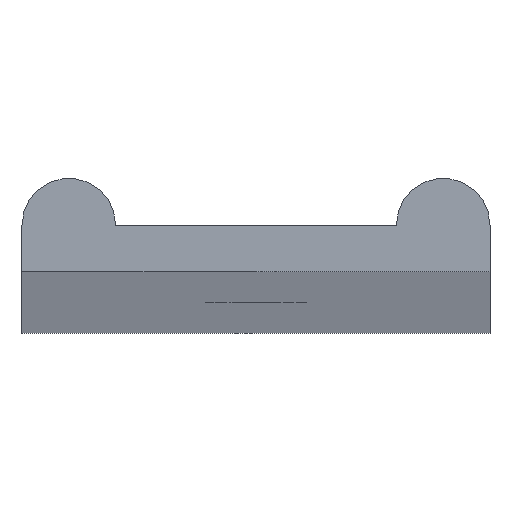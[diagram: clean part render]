
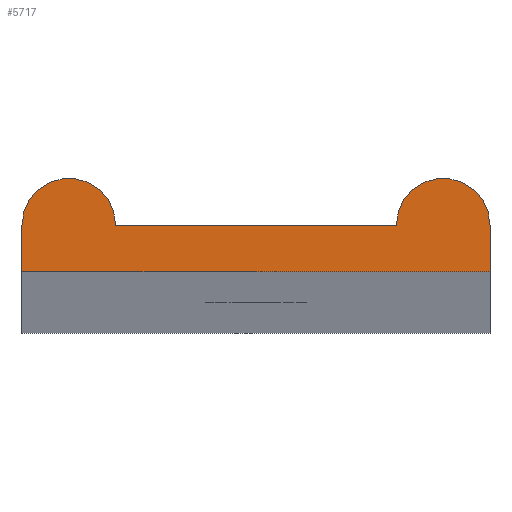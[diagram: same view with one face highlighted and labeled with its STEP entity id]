
A CAD part, top view. The second image highlights one B-rep face of the part: STEP entity #5717.
In plain terms, the highlighted planar face has unit normal (0, 0, 1).
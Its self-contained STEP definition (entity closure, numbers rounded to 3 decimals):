
#78 = VECTOR ( 'NONE', #2646, 1000. ) ;
#101 = EDGE_LOOP ( 'NONE', ( #9941, #3576, #712, #2611, #3221, #5275 ) ) ;
#334 = PLANE ( 'NONE',  #10533 ) ;
#418 = DIRECTION ( 'NONE',  ( 0., 1., 0. ) ) ;
#457 = EDGE_CURVE ( 'NONE', #2195, #7748, #7826, .T. ) ;
#469 = DIRECTION ( 'NONE',  ( 0., 0., 1. ) ) ;
#712 = ORIENTED_EDGE ( 'NONE', *, *, #2459, .T. ) ;
#1184 = DIRECTION ( 'NONE',  ( -1., 0., 0. ) ) ;
#1938 = VECTOR ( 'NONE', #4017, 1000. ) ;
#2195 = VERTEX_POINT ( 'NONE', #10911 ) ;
#2338 = FACE_OUTER_BOUND ( 'NONE', #101, .T. ) ;
#2459 = EDGE_CURVE ( 'NONE', #8704, #9671, #6791, .T. ) ;
#2605 = CARTESIAN_POINT ( 'NONE',  ( -20., 4., 1500. ) ) ;
#2611 = ORIENTED_EDGE ( 'NONE', *, *, #4488, .T. ) ;
#2646 = DIRECTION ( 'NONE',  ( 0., -1., 0. ) ) ;
#2905 = AXIS2_PLACEMENT_3D ( 'NONE', #4796, #6482, #1184 ) ;
#2985 = CARTESIAN_POINT ( 'NONE',  ( -16., 4., 1500. ) ) ;
#3111 = CARTESIAN_POINT ( 'NONE',  ( 12., 4., 1500. ) ) ;
#3221 = ORIENTED_EDGE ( 'NONE', *, *, #457, .T. ) ;
#3576 = ORIENTED_EDGE ( 'NONE', *, *, #8292, .T. ) ;
#3893 = CARTESIAN_POINT ( 'NONE',  ( 20., 4., 1500. ) ) ;
#3948 = CARTESIAN_POINT ( 'NONE',  ( 20., 0., 1500. ) ) ;
#4017 = DIRECTION ( 'NONE',  ( -1., 0., 0. ) ) ;
#4488 = EDGE_CURVE ( 'NONE', #9671, #2195, #9075, .T. ) ;
#4764 = DIRECTION ( 'NONE',  ( 0., 0., -1. ) ) ;
#4777 = VERTEX_POINT ( 'NONE', #10033 ) ;
#4796 = CARTESIAN_POINT ( 'NONE',  ( -16., 4., 1500. ) ) ;
#5275 = ORIENTED_EDGE ( 'NONE', *, *, #9978, .T. ) ;
#5491 = VERTEX_POINT ( 'NONE', #11182 ) ;
#5717 = ADVANCED_FACE ( 'NONE', ( #2338 ), #334, .F. ) ;
#5894 = LINE ( 'NONE', #2605, #78 ) ;
#6482 = DIRECTION ( 'NONE',  ( 0., 0., 1. ) ) ;
#6614 = DIRECTION ( 'NONE',  ( 1., 0., 0. ) ) ;
#6777 = CIRCLE ( 'NONE', #2905, 4. ) ;
#6791 = LINE ( 'NONE', #10570, #8011 ) ;
#7748 = VERTEX_POINT ( 'NONE', #3111 ) ;
#7826 = CIRCLE ( 'NONE', #8270, 4. ) ;
#8011 = VECTOR ( 'NONE', #9576, 1000. ) ;
#8264 = LINE ( 'NONE', #10800, #1938 ) ;
#8270 = AXIS2_PLACEMENT_3D ( 'NONE', #8461, #469, #6614 ) ;
#8292 = EDGE_CURVE ( 'NONE', #4777, #8704, #5894, .T. ) ;
#8314 = DIRECTION ( 'NONE',  ( -1., 0., 0. ) ) ;
#8461 = CARTESIAN_POINT ( 'NONE',  ( 16., 4., 1500. ) ) ;
#8704 = VERTEX_POINT ( 'NONE', #9074 ) ;
#9074 = CARTESIAN_POINT ( 'NONE',  ( -20., 0., 1500. ) ) ;
#9075 = LINE ( 'NONE', #3893, #10336 ) ;
#9576 = DIRECTION ( 'NONE',  ( 1., 0., 0. ) ) ;
#9608 = EDGE_CURVE ( 'NONE', #5491, #4777, #6777, .T. ) ;
#9671 = VERTEX_POINT ( 'NONE', #3948 ) ;
#9941 = ORIENTED_EDGE ( 'NONE', *, *, #9608, .T. ) ;
#9978 = EDGE_CURVE ( 'NONE', #7748, #5491, #8264, .T. ) ;
#10033 = CARTESIAN_POINT ( 'NONE',  ( -20., 4., 1500. ) ) ;
#10336 = VECTOR ( 'NONE', #418, 1000. ) ;
#10533 = AXIS2_PLACEMENT_3D ( 'NONE', #2985, #4764, #8314 ) ;
#10570 = CARTESIAN_POINT ( 'NONE',  ( -20., 0., 1500. ) ) ;
#10800 = CARTESIAN_POINT ( 'NONE',  ( 12., 4., 1500. ) ) ;
#10911 = CARTESIAN_POINT ( 'NONE',  ( 20., 4., 1500. ) ) ;
#11182 = CARTESIAN_POINT ( 'NONE',  ( -12., 4., 1500. ) ) ;
